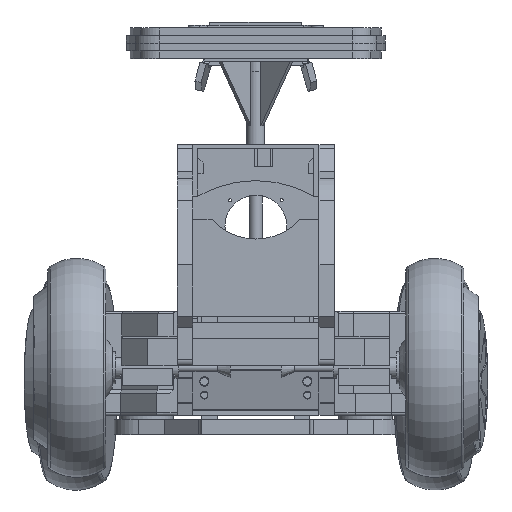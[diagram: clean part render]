
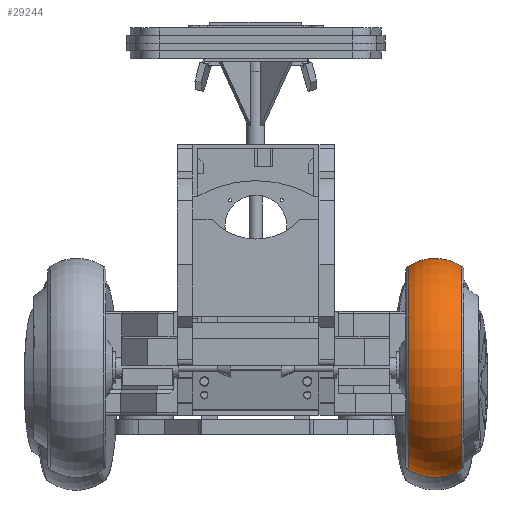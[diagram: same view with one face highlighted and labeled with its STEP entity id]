
A CAD part, left-side view. The second image highlights one B-rep face of the part: STEP entity #29244.
In plain terms, the highlighted toroidal (fillet/blend) face has major radius 47.5 mm and minor radius 37.5 mm.
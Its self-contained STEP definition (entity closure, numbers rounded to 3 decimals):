
#336=TOROIDAL_SURFACE('',#32128,47.5,37.5);
#8349=FACE_OUTER_BOUND('',#10101,.T.);
#10101=EDGE_LOOP('',(#23221,#23222,#23223,#23224,#23225,#23226));
#11556=CIRCLE('',#32098,78.763);
#11557=CIRCLE('',#32099,78.763);
#11561=CIRCLE('',#32105,78.763);
#11565=CIRCLE('',#32109,78.763);
#11578=CIRCLE('',#32129,37.5);
#13511=VERTEX_POINT('',#46241);
#13512=VERTEX_POINT('',#46243);
#13515=VERTEX_POINT('',#46253);
#13516=VERTEX_POINT('',#46254);
#16975=EDGE_CURVE('',#13511,#13512,#11556,.T.);
#16976=EDGE_CURVE('',#13512,#13511,#11557,.T.);
#16980=EDGE_CURVE('',#13515,#13516,#11561,.T.);
#16984=EDGE_CURVE('',#13516,#13515,#11565,.T.);
#17000=EDGE_CURVE('',#13511,#13516,#11578,.T.);
#23221=ORIENTED_EDGE('',*,*,#16976,.F.);
#23222=ORIENTED_EDGE('',*,*,#16975,.F.);
#23223=ORIENTED_EDGE('',*,*,#17000,.T.);
#23224=ORIENTED_EDGE('',*,*,#16980,.F.);
#23225=ORIENTED_EDGE('',*,*,#16984,.F.);
#23226=ORIENTED_EDGE('',*,*,#17000,.F.);
#29244=ADVANCED_FACE('',(#8349),#336,.T.);
#32098=AXIS2_PLACEMENT_3D('',#46244,#37561,#37562);
#32099=AXIS2_PLACEMENT_3D('',#46245,#37563,#37564);
#32105=AXIS2_PLACEMENT_3D('',#46255,#37575,#37576);
#32109=AXIS2_PLACEMENT_3D('',#46261,#37583,#37584);
#32128=AXIS2_PLACEMENT_3D('',#46295,#37624,#37625);
#32129=AXIS2_PLACEMENT_3D('',#46296,#37626,#37627);
#37561=DIRECTION('center_axis',(0.,1.,0.));
#37562=DIRECTION('ref_axis',(0.,0.,-1.));
#37563=DIRECTION('center_axis',(0.,1.,0.));
#37564=DIRECTION('ref_axis',(0.,0.,-1.));
#37575=DIRECTION('center_axis',(0.,-1.,0.));
#37576=DIRECTION('ref_axis',(0.,0.,-1.));
#37583=DIRECTION('center_axis',(0.,-1.,0.));
#37584=DIRECTION('ref_axis',(0.,0.,-1.));
#37624=DIRECTION('center_axis',(0.,1.,0.));
#37625=DIRECTION('ref_axis',(0.,0.,1.));
#37626=DIRECTION('center_axis',(-1.,0.,0.));
#37627=DIRECTION('ref_axis',(0.,0.,-1.));
#46241=CARTESIAN_POINT('',(0.,159.709,-78.763));
#46243=CARTESIAN_POINT('',(0.,159.709,78.763));
#46244=CARTESIAN_POINT('Origin',(0.,159.709,0.));
#46245=CARTESIAN_POINT('Origin',(0.,159.709,0.));
#46253=CARTESIAN_POINT('',(0.,118.291,78.763));
#46254=CARTESIAN_POINT('',(0.,118.291,-78.763));
#46255=CARTESIAN_POINT('Origin',(0.,118.291,0.));
#46261=CARTESIAN_POINT('Origin',(0.,118.291,0.));
#46295=CARTESIAN_POINT('Origin',(0.,139.,0.));
#46296=CARTESIAN_POINT('Origin',(0.,139.,-47.5));
